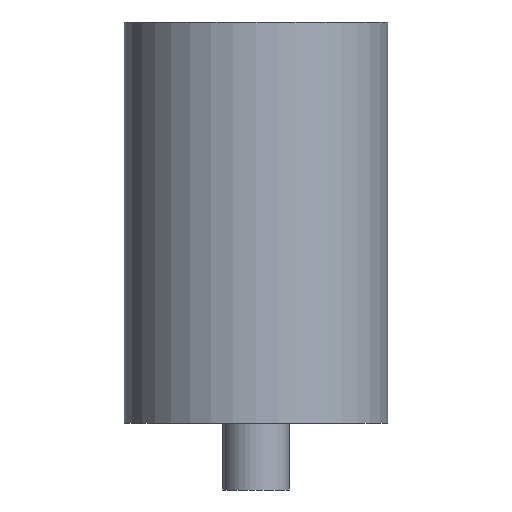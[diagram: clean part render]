
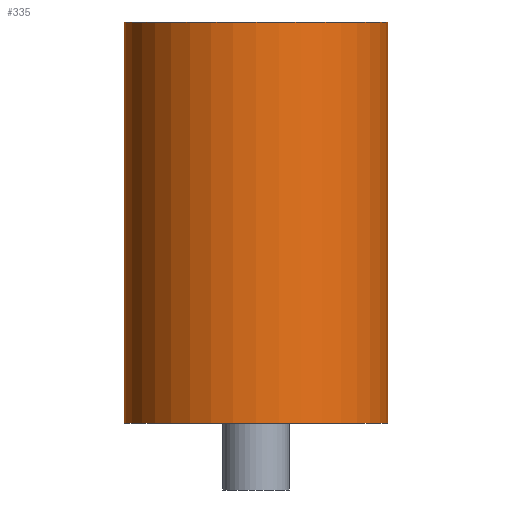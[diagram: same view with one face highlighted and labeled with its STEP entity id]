
A CAD part, front view. The second image highlights one B-rep face of the part: STEP entity #335.
In plain terms, the highlighted cylindrical face has radius 25.019 mm (diameter 50.038 mm), a partial arc.
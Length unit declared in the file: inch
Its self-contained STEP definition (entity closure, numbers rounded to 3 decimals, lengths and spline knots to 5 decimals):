
#11 = FACE_OUTER_BOUND ( 'NONE', #366, .T. ) ;
#29 = VERTEX_POINT ( 'NONE', #592 ) ;
#37 = CIRCLE ( 'NONE', #195, 0.985 ) ;
#44 = ORIENTED_EDGE ( 'NONE', *, *, #369, .F. ) ;
#48 = CIRCLE ( 'NONE', #650, 0.985 ) ;
#78 = DIRECTION ( 'NONE',  ( 0., 0., 1. ) ) ;
#142 = VERTEX_POINT ( 'NONE', #531 ) ;
#148 = ORIENTED_EDGE ( 'NONE', *, *, #191, .T. ) ;
#155 = CYLINDRICAL_SURFACE ( 'NONE', #499, 0.985 ) ;
#191 = EDGE_CURVE ( 'NONE', #142, #192, #546, .T. ) ;
#192 = VERTEX_POINT ( 'NONE', #534 ) ;
#195 = AXIS2_PLACEMENT_3D ( 'NONE', #528, #490, #476 ) ;
#225 = DIRECTION ( 'NONE',  ( 0., 0., 1. ) ) ;
#252 = EDGE_CURVE ( 'NONE', #578, #142, #37, .T. ) ;
#254 = CARTESIAN_POINT ( 'NONE',  ( 0.985, 0., 0. ) ) ;
#258 = DIRECTION ( 'NONE',  ( 0., 0., 1. ) ) ;
#324 = CARTESIAN_POINT ( 'NONE',  ( 0., 0., 0. ) ) ;
#327 = DIRECTION ( 'NONE',  ( 1., 0., 0. ) ) ;
#335 = ADVANCED_FACE ( 'NONE', ( #11 ), #155, .T. ) ;
#336 = VECTOR ( 'NONE', #225, 39.37008 ) ;
#366 = EDGE_LOOP ( 'NONE', ( #684, #605, #148, #44 ) ) ;
#369 = EDGE_CURVE ( 'NONE', #29, #192, #48, .T. ) ;
#424 = DIRECTION ( 'NONE',  ( 0., 0., 1. ) ) ;
#450 = DIRECTION ( 'NONE',  ( 1., 0., 0. ) ) ;
#455 = EDGE_CURVE ( 'NONE', #578, #29, #642, .T. ) ;
#476 = DIRECTION ( 'NONE',  ( 1., 0., 0. ) ) ;
#490 = DIRECTION ( 'NONE',  ( 0., 0., 1. ) ) ;
#499 = AXIS2_PLACEMENT_3D ( 'NONE', #324, #78, #327 ) ;
#509 = CARTESIAN_POINT ( 'NONE',  ( -0.985, 0., -3. ) ) ;
#517 = CARTESIAN_POINT ( 'NONE',  ( 0., 0., 0. ) ) ;
#528 = CARTESIAN_POINT ( 'NONE',  ( 0., 0., -3. ) ) ;
#531 = CARTESIAN_POINT ( 'NONE',  ( 0.985, 0., -3. ) ) ;
#534 = CARTESIAN_POINT ( 'NONE',  ( 0.985, 0., 0. ) ) ;
#546 = LINE ( 'NONE', #254, #686 ) ;
#578 = VERTEX_POINT ( 'NONE', #509 ) ;
#592 = CARTESIAN_POINT ( 'NONE',  ( -0.985, 0., 0. ) ) ;
#605 = ORIENTED_EDGE ( 'NONE', *, *, #252, .T. ) ;
#642 = LINE ( 'NONE', #737, #336 ) ;
#650 = AXIS2_PLACEMENT_3D ( 'NONE', #517, #424, #450 ) ;
#684 = ORIENTED_EDGE ( 'NONE', *, *, #455, .F. ) ;
#686 = VECTOR ( 'NONE', #258, 39.37008 ) ;
#737 = CARTESIAN_POINT ( 'NONE',  ( -0.985, 0., 0. ) ) ;
